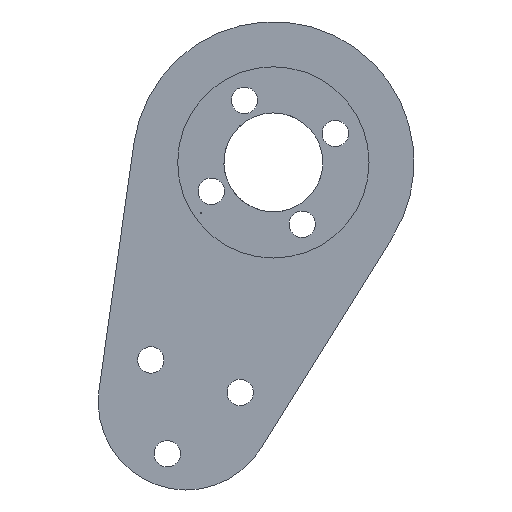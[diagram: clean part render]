
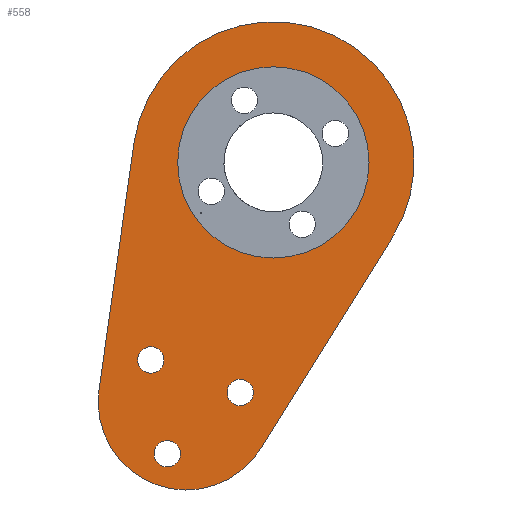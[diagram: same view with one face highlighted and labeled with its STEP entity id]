
A CAD part, left-side view. The second image highlights one B-rep face of the part: STEP entity #558.
In plain terms, the highlighted planar face has unit normal (-1, 0, 0).
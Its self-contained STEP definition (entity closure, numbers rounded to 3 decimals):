
#38=FACE_BOUND('',#107,.T.);
#39=FACE_BOUND('',#108,.T.);
#40=FACE_BOUND('',#109,.T.);
#41=FACE_BOUND('',#110,.T.);
#44=PLANE('',#644);
#68=FACE_OUTER_BOUND('',#106,.T.);
#106=EDGE_LOOP('',(#491,#492,#493,#494,#495));
#107=EDGE_LOOP('',(#496));
#108=EDGE_LOOP('',(#497));
#109=EDGE_LOOP('',(#498));
#110=EDGE_LOOP('',(#499));
#141=LINE('',#1020,#171);
#142=LINE('',#1025,#172);
#171=VECTOR('',#811,10.);
#172=VECTOR('',#816,10.);
#177=CIRCLE('',#580,8.7);
#212=CIRCLE('',#621,1.2);
#214=CIRCLE('',#625,1.2);
#216=CIRCLE('',#629,1.2);
#221=CIRCLE('',#643,8.);
#222=CIRCLE('',#645,1.3);
#223=CIRCLE('',#646,12.8);
#224=VERTEX_POINT('',#835);
#264=VERTEX_POINT('',#969);
#266=VERTEX_POINT('',#977);
#268=VERTEX_POINT('',#985);
#273=VERTEX_POINT('',#1013);
#274=VERTEX_POINT('',#1014);
#275=VERTEX_POINT('',#1019);
#276=VERTEX_POINT('',#1021);
#277=VERTEX_POINT('',#1023);
#278=EDGE_CURVE('',#224,#224,#177,.F.);
#328=EDGE_CURVE('',#264,#264,#212,.T.);
#332=EDGE_CURVE('',#266,#266,#214,.T.);
#336=EDGE_CURVE('',#268,#268,#216,.T.);
#349=EDGE_CURVE('',#273,#274,#221,.T.);
#352=EDGE_CURVE('',#273,#275,#141,.T.);
#353=EDGE_CURVE('',#275,#276,#222,.T.);
#354=EDGE_CURVE('',#277,#276,#223,.T.);
#355=EDGE_CURVE('',#274,#277,#142,.T.);
#491=ORIENTED_EDGE('',*,*,#352,.T.);
#492=ORIENTED_EDGE('',*,*,#353,.T.);
#493=ORIENTED_EDGE('',*,*,#354,.F.);
#494=ORIENTED_EDGE('',*,*,#355,.F.);
#495=ORIENTED_EDGE('',*,*,#349,.F.);
#496=ORIENTED_EDGE('',*,*,#278,.T.);
#497=ORIENTED_EDGE('',*,*,#328,.F.);
#498=ORIENTED_EDGE('',*,*,#332,.F.);
#499=ORIENTED_EDGE('',*,*,#336,.F.);
#558=ADVANCED_FACE('',(#68,#38,#39,#40,#41),#44,.F.);
#580=AXIS2_PLACEMENT_3D('',#836,#657,#658);
#621=AXIS2_PLACEMENT_3D('',#971,#749,#750);
#625=AXIS2_PLACEMENT_3D('',#979,#759,#760);
#629=AXIS2_PLACEMENT_3D('',#987,#769,#770);
#643=AXIS2_PLACEMENT_3D('',#1015,#805,#806);
#644=AXIS2_PLACEMENT_3D('',#1018,#809,#810);
#645=AXIS2_PLACEMENT_3D('',#1022,#812,#813);
#646=AXIS2_PLACEMENT_3D('',#1024,#814,#815);
#657=DIRECTION('center_axis',(-1.,0.,0.));
#658=DIRECTION('ref_axis',(0.,0.,
1.));
#749=DIRECTION('center_axis',(-1.,0.,0.));
#750=DIRECTION('ref_axis',(0.,0.,-1.));
#759=DIRECTION('center_axis',(-1.,0.,0.));
#760=DIRECTION('ref_axis',(0.,0.,-1.));
#769=DIRECTION('center_axis',(-1.,0.,0.));
#770=DIRECTION('ref_axis',(0.,0.,-1.));
#805=DIRECTION('center_axis',(1.,0.,0.));
#806=DIRECTION('ref_axis',(0.,0.,-1.));
#809=DIRECTION('center_axis',(1.,0.,0.));
#810=DIRECTION('ref_axis',(0.,0.,-1.));
#811=DIRECTION('',(0.,-0.529,0.849));
#812=DIRECTION('center_axis',(1.,0.,0.));
#813=DIRECTION('ref_axis',(0.,0.422,-0.907));
#814=DIRECTION('center_axis',(1.,0.,0.));
#815=DIRECTION('ref_axis',(0.,0.,-1.));
#816=DIRECTION('',(0.,-0.14,0.99));
#835=CARTESIAN_POINT('',(-16.5,-59.,-8.7));
#836=CARTESIAN_POINT('Origin',(-16.5,-59.,0.));
#969=CARTESIAN_POINT('',(-16.5,-55.989,-19.732));
#971=CARTESIAN_POINT('Origin',(-16.5,-55.989,-20.932));
#977=CARTESIAN_POINT('',(-16.5,-49.355,-25.298));
#979=CARTESIAN_POINT('Origin',(-16.5,-49.355,-26.498));
#985=CARTESIAN_POINT('',(-16.5,-47.852,-16.77));
#987=CARTESIAN_POINT('Origin',(-16.5,-47.852,-17.97));
#1013=CARTESIAN_POINT('',(-16.5,-57.854,-26.032));
#1014=CARTESIAN_POINT('',(-16.5,-43.144,-20.678));
#1015=CARTESIAN_POINT('Origin',(-16.5,-51.065,-21.8));
#1018=CARTESIAN_POINT('Origin',(-16.5,-57.433,-8.478));
#1019=CARTESIAN_POINT('',(-16.5,-69.737,-6.972));
#1020=CARTESIAN_POINT('',(-16.5,-57.854,-26.032));
#1021=CARTESIAN_POINT('',(-16.5,-69.735,-6.971));
#1022=CARTESIAN_POINT('Origin',(-16.5,-70.3,-5.8));
#1023=CARTESIAN_POINT('',(-16.5,-46.326,1.794));
#1024=CARTESIAN_POINT('Origin',(-16.5,-59.,0.));
#1025=CARTESIAN_POINT('',(-16.5,-43.144,-20.678));
